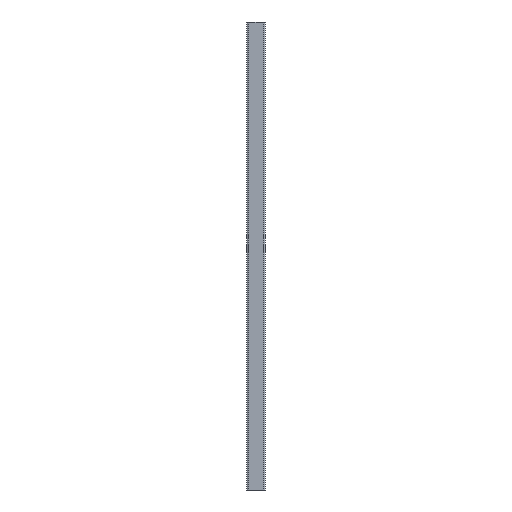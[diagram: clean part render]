
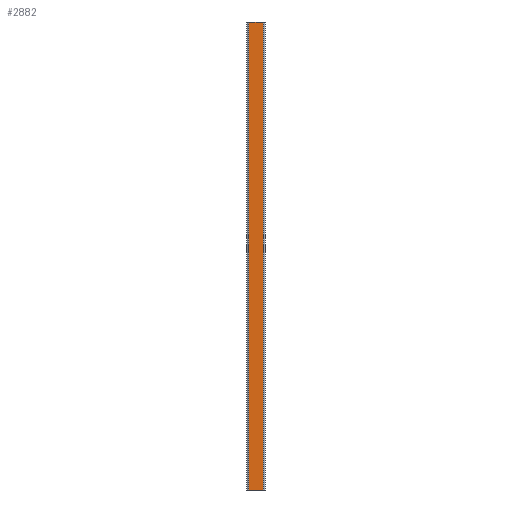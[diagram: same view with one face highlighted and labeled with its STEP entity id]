
A CAD part, left-side view. The second image highlights one B-rep face of the part: STEP entity #2882.
In plain terms, the highlighted planar face has unit normal (-1, 0, 0).
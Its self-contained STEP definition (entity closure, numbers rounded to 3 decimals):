
#73=PLANE('',#3125);
#190=FACE_OUTER_BOUND('',#338,.T.);
#338=EDGE_LOOP('',(#2199,#2200,#2201,#2202));
#580=LINE('',#4658,#860);
#581=LINE('',#4661,#861);
#582=LINE('',#4663,#862);
#583=LINE('',#4664,#863);
#860=VECTOR('',#3779,1000.);
#861=VECTOR('',#3782,31.999);
#862=VECTOR('',#3783,31.999);
#863=VECTOR('',#3784,1000.);
#1301=VERTEX_POINT('',#4654);
#1302=VERTEX_POINT('',#4656);
#1303=VERTEX_POINT('',#4660);
#1304=VERTEX_POINT('',#4662);
#1678=EDGE_CURVE('',#1301,#1302,#580,.T.);
#1679=EDGE_CURVE('',#1303,#1301,#581,.T.);
#1680=EDGE_CURVE('',#1304,#1302,#582,.T.);
#1681=EDGE_CURVE('',#1303,#1304,#583,.T.);
#2199=ORIENTED_EDGE('',*,*,#1679,.T.);
#2200=ORIENTED_EDGE('',*,*,#1678,.T.);
#2201=ORIENTED_EDGE('',*,*,#1680,.F.);
#2202=ORIENTED_EDGE('',*,*,#1681,.F.);
#2882=ADVANCED_FACE('',(#190),#73,.T.);
#3125=AXIS2_PLACEMENT_3D('',#4659,#3780,#3781);
#3779=DIRECTION('',(0.,0.,1.));
#3780=DIRECTION('center_axis',(-1.,0.,0.));
#3781=DIRECTION('ref_axis',(0.,-1.,0.));
#3782=DIRECTION('',(0.,-1.,0.));
#3783=DIRECTION('',(0.,-1.,0.));
#3784=DIRECTION('',(0.,0.,1.));
#4654=CARTESIAN_POINT('',(-19.997,-15.999,0.));
#4656=CARTESIAN_POINT('',(-19.997,-15.999,1000.));
#4658=CARTESIAN_POINT('',(-19.997,-15.999,0.));
#4659=CARTESIAN_POINT('Origin',(-19.997,15.999,0.));
#4660=CARTESIAN_POINT('',(-19.997,15.999,0.));
#4661=CARTESIAN_POINT('',(-19.997,15.999,0.));
#4662=CARTESIAN_POINT('',(-19.997,15.999,1000.));
#4663=CARTESIAN_POINT('',(-19.997,15.999,1000.));
#4664=CARTESIAN_POINT('',(-19.997,15.999,0.));
